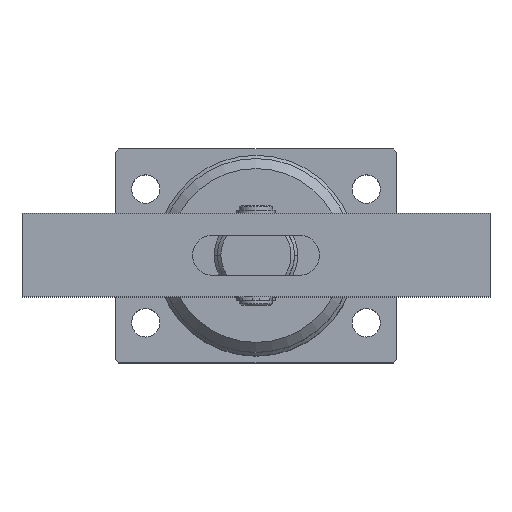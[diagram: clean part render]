
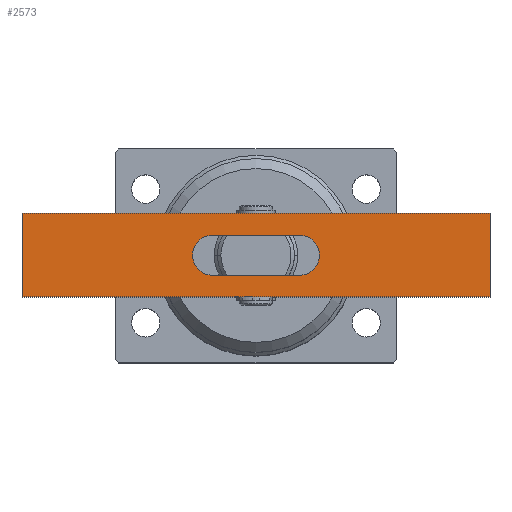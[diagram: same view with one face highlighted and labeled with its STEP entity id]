
A CAD part, top view. The second image highlights one B-rep face of the part: STEP entity #2573.
In plain terms, the highlighted face is planar.
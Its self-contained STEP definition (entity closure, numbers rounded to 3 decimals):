
#447 = DIRECTION ( 'NONE',  ( 0., 0., -1. ) ) ;
#452 = CARTESIAN_POINT ( 'NONE',  ( 70., -12.5, 12.5 ) ) ;
#964 = CARTESIAN_POINT ( 'NONE',  ( -13., -12.5, 6. ) ) ;
#965 = DIRECTION ( 'NONE',  ( 0., 0., 1. ) ) ;
#966 = DIRECTION ( 'NONE',  ( 0., 1., 0. ) ) ;
#967 = CARTESIAN_POINT ( 'NONE',  ( 13., -12.5, 0. ) ) ;
#968 = DIRECTION ( 'NONE',  ( 1., 0., 0. ) ) ;
#984 = DIRECTION ( 'NONE',  ( 0., 0., 1. ) ) ;
#985 = DIRECTION ( 'NONE',  ( 0., 1., 0. ) ) ;
#986 = CARTESIAN_POINT ( 'NONE',  ( -13., -12.5, 0. ) ) ;
#1031 = CARTESIAN_POINT ( 'NONE',  ( -13., -12.5, -6. ) ) ;
#1032 = DIRECTION ( 'NONE',  ( -1., 0., 0. ) ) ;
#1093 = CARTESIAN_POINT ( 'NONE',  ( 13., -12.5, 6. ) ) ;
#1094 = CARTESIAN_POINT ( 'NONE',  ( -13., -12.5, 6. ) ) ;
#1095 = CARTESIAN_POINT ( 'NONE',  ( -13., -12.5, -6. ) ) ;
#1099 = CARTESIAN_POINT ( 'NONE',  ( 13., -12.5, -6. ) ) ;
#1103 = CARTESIAN_POINT ( 'NONE',  ( 70., -12.5, -12.5 ) ) ;
#1106 = CARTESIAN_POINT ( 'NONE',  ( 70., -12.5, 12.5 ) ) ;
#1107 = CARTESIAN_POINT ( 'NONE',  ( -70., -12.5, 12.5 ) ) ;
#1113 = VERTEX_POINT ( 'NONE', #1106 ) ;
#1116 = VERTEX_POINT ( 'NONE', #1103 ) ;
#1118 = VERTEX_POINT ( 'NONE', #1107 ) ;
#1124 = VERTEX_POINT ( 'NONE', #1099 ) ;
#1128 = VERTEX_POINT ( 'NONE', #1095 ) ;
#1129 = VERTEX_POINT ( 'NONE', #1094 ) ;
#1130 = VERTEX_POINT ( 'NONE', #1093 ) ;
#1525 = EDGE_CURVE ( 'NONE', #1124, #1128, #3226, .T. ) ;
#1543 = EDGE_CURVE ( 'NONE', #1128, #1129, #3206, .T. ) ;
#1550 = EDGE_CURVE ( 'NONE', #1130, #1124, #3197, .T. ) ;
#1552 = EDGE_CURVE ( 'NONE', #1129, #1130, #3195, .T. ) ;
#1602 = EDGE_CURVE ( 'NONE', #1118, #3452, #3131, .T. ) ;
#1850 = EDGE_CURVE ( 'NONE', #1118, #1113, #2454, .T. ) ;
#1872 = EDGE_CURVE ( 'NONE', #3452, #1116, #2438, .T. ) ;
#1880 = EDGE_CURVE ( 'NONE', #1113, #1116, #2418, .T. ) ;
#2415 = VECTOR ( 'NONE', #447, 1000. ) ;
#2418 = LINE ( 'NONE', #452, #2415 ) ;
#2431 = VECTOR ( 'NONE', #4103, 1000. ) ;
#2438 = LINE ( 'NONE', #4125, #2431 ) ;
#2451 = VECTOR ( 'NONE', #4159, 1000. ) ;
#2454 = LINE ( 'NONE', #4160, #2451 ) ;
#2573 = ADVANCED_FACE ( 'NONE', ( #2811, #2805 ), #3943, .F. ) ;
#2805 = FACE_OUTER_BOUND ( 'NONE', #4516, .T. ) ;
#2811 = FACE_BOUND ( 'NONE', #4501, .T. ) ;
#3127 = VECTOR ( 'NONE', #4346, 1000. ) ;
#3131 = LINE ( 'NONE', #4359, #3127 ) ;
#3190 = VECTOR ( 'NONE', #968, 1000. ) ;
#3195 = LINE ( 'NONE', #964, #3190 ) ;
#3197 = CIRCLE ( 'NONE', #3779, 6. ) ;
#3206 = CIRCLE ( 'NONE', #3784, 6. ) ;
#3226 = LINE ( 'NONE', #1031, #3227 ) ;
#3227 = VECTOR ( 'NONE', #1032, 1000. ) ;
#3452 = VERTEX_POINT ( 'NONE', #3546 ) ;
#3546 = CARTESIAN_POINT ( 'NONE',  ( -70., -12.5, -12.5 ) ) ;
#3589 = AXIS2_PLACEMENT_3D ( 'NONE', #3948, #3935, #3933 ) ;
#3779 = AXIS2_PLACEMENT_3D ( 'NONE', #967, #966, #965 ) ;
#3784 = AXIS2_PLACEMENT_3D ( 'NONE', #986, #985, #984 ) ;
#3933 = DIRECTION ( 'NONE',  ( 0., 0., 1. ) ) ;
#3935 = DIRECTION ( 'NONE',  ( 0., 1., 0. ) ) ;
#3943 = PLANE ( 'NONE',  #3589 ) ;
#3948 = CARTESIAN_POINT ( 'NONE',  ( -70., -12.5, 12.5 ) ) ;
#4103 = DIRECTION ( 'NONE',  ( 1., 0., 0. ) ) ;
#4125 = CARTESIAN_POINT ( 'NONE',  ( -70., -12.5, -12.5 ) ) ;
#4159 = DIRECTION ( 'NONE',  ( 1., 0., 0. ) ) ;
#4160 = CARTESIAN_POINT ( 'NONE',  ( -70., -12.5, 12.5 ) ) ;
#4346 = DIRECTION ( 'NONE',  ( 0., 0., -1. ) ) ;
#4359 = CARTESIAN_POINT ( 'NONE',  ( -70., -12.5, 12.5 ) ) ;
#4485 = ORIENTED_EDGE ( 'NONE', *, *, #1880, .F. ) ;
#4501 = EDGE_LOOP ( 'NONE', ( #4858, #4662, #4528, #4760 ) ) ;
#4516 = EDGE_LOOP ( 'NONE', ( #4846, #4485, #4777, #4637 ) ) ;
#4528 = ORIENTED_EDGE ( 'NONE', *, *, #1552, .T. ) ;
#4637 = ORIENTED_EDGE ( 'NONE', *, *, #1602, .T. ) ;
#4662 = ORIENTED_EDGE ( 'NONE', *, *, #1543, .T. ) ;
#4760 = ORIENTED_EDGE ( 'NONE', *, *, #1550, .T. ) ;
#4777 = ORIENTED_EDGE ( 'NONE', *, *, #1850, .F. ) ;
#4846 = ORIENTED_EDGE ( 'NONE', *, *, #1872, .T. ) ;
#4858 = ORIENTED_EDGE ( 'NONE', *, *, #1525, .T. ) ;
